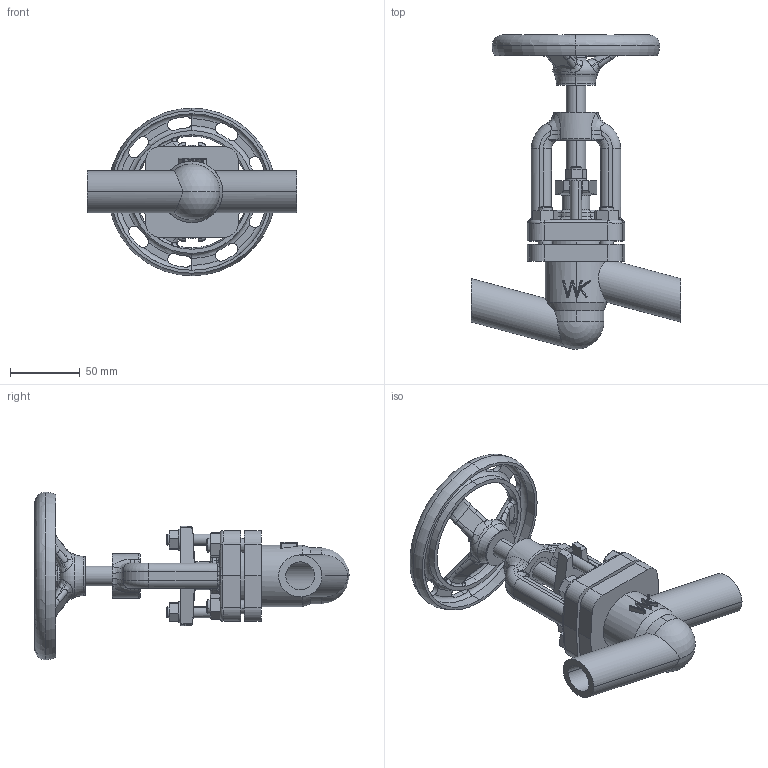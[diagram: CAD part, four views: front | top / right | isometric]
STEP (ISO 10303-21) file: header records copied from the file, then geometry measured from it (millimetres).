
FILE_DESCRIPTION (( 'STEP AP214' ), '1' );
FILE_NAME ('218S DN20.STEP', '2015-05-29T12:00:43', ( '' ), ( '' ), 'SwSTEP 2.0', 'SolidWorks 2015', '' );
FILE_SCHEMA (( 'AUTOMOTIVE_DESIGN' ));
Length unit declared in the file: millimetre
Products named in the file (1): 218S DN20
Bounding box: 150 x 225 x 120 mm (x, y, z)
Volume: 392357.6 mm3; surface area: 98706.4 mm2
Topology: 1 solids, 1 shells, 643 faces, 1686 edges, 1007 vertices
Faces by surface type: cylinder 217, plane 161, bspline 144, torus 54, cone 46, sphere 21
Entity records: 31708 total; most frequent: CARTESIAN_POINT 12608, ORIENTED_EDGE 3300, DIRECTION 2720, EDGE_CURVE 1650, AXIS2_PLACEMENT_3D 1144, VERTEX_POINT 1007, EDGE_LOOP 681, CIRCLE 644
